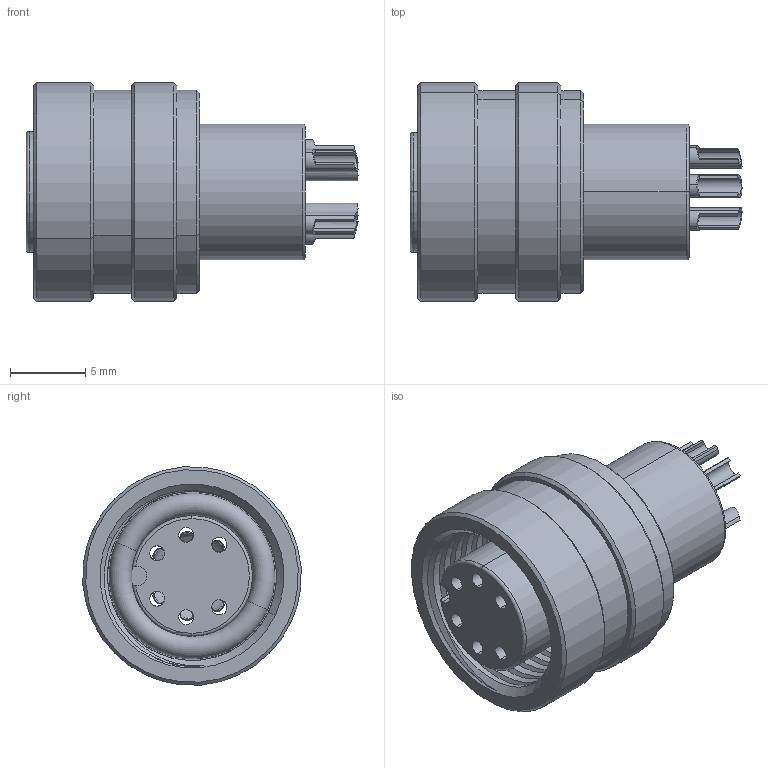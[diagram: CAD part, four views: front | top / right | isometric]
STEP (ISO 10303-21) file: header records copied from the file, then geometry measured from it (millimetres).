
FILE_DESCRIPTION (( 'STEP AP203' ), '1' );
FILE_NAME ('50-00954.STEP', '2023-04-18T16:55:34', ( '' ), ( '' ), 'SwSTEP 2.0', 'SolidWorks 2021', '' );
FILE_SCHEMA (( 'CONFIG_CONTROL_DESIGN' ));
Length unit declared in the file: millimetre
Products named in the file (5): 50-00954-02___; 50-00954-01___; 50-00954-03___; 50-00954-04___; 50-00954
Assembly tree (9 placements, depth 2):
  50-00954
    50-00954-01___
    50-00954-02___
    50-00954-03___  x6
    50-00954-04___
Bounding box: 22 x 14.45 x 14.45 mm (x, y, z)
Volume: 1683.6 mm3; surface area: 3506.3 mm2
Topology: 9 solids, 9 shells, 616 faces, 1551 edges, 975 vertices
Faces by surface type: cylinder 212, plane 181, torus 117, cone 68, bspline 38
Entity records: 7680 total; most frequent: CARTESIAN_POINT 2596, DIRECTION 950, ORIENTED_EDGE 932, EDGE_CURVE 466, AXIS2_PLACEMENT_3D 392, VERTEX_POINT 295, EDGE_LOOP 221, CIRCLE 197
